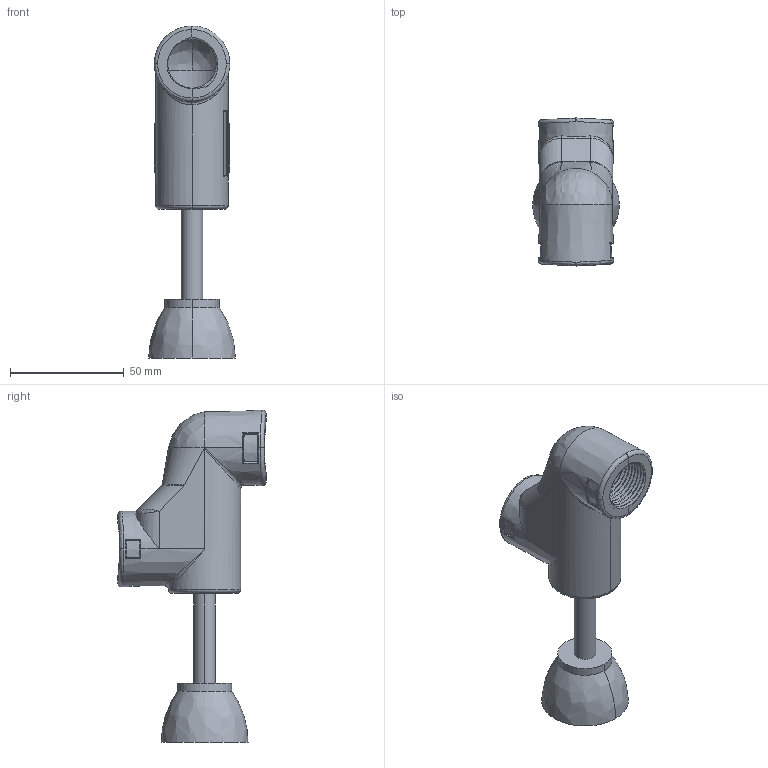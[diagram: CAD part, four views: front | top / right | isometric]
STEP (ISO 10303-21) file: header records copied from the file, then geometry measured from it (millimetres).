
FILE_DESCRIPTION((''),'2;1');
FILE_NAME('C16671_ASM','2011-02-01T',('sobri'),(''),'PRO/ENGINEER BY PARAMETRIC TECHNOLOGY CORPORATION, 2008010','PRO/ENGINEER BY PARAMETRIC TECHNOLOGY CORPORATION, 2008010','');
FILE_SCHEMA(('CONFIG_CONTROL_DESIGN'));
Length unit declared in the file: inch
Products named in the file (7): A16670; 757148; B19844; A17431; B42909; TRUARC_5008_87_RETAINING_RING; C16671_ASM
Assembly tree (7 placements, depth 2):
  C16671_ASM
    A16670
    757148  x2
    B19844
    A17431
    B42909
    TRUARC_5008_87_RETAINING_RING
Bounding box: 38.1 x 65.09 x 145.87 mm (x, y, z)
Volume: 79109.2 mm3; surface area: 37502.8 mm2
Topology: 7 solids, 8 shells, 406 faces, 1046 edges, 651 vertices
Faces by surface type: bspline 142, cylinder 136, plane 69, cone 30, torus 28, revolution 1
Entity records: 23456 total; most frequent: CARTESIAN_POINT 14737, ORIENTED_EDGE 2044, DIRECTION 1400, EDGE_CURVE 1024, VERTEX_POINT 647, AXIS2_PLACEMENT_3D 554, B_SPLINE_CURVE_WITH_KNOTS 455, EDGE_LOOP 425
